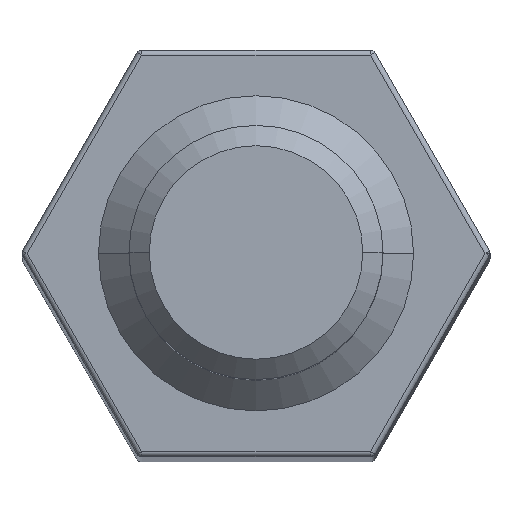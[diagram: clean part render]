
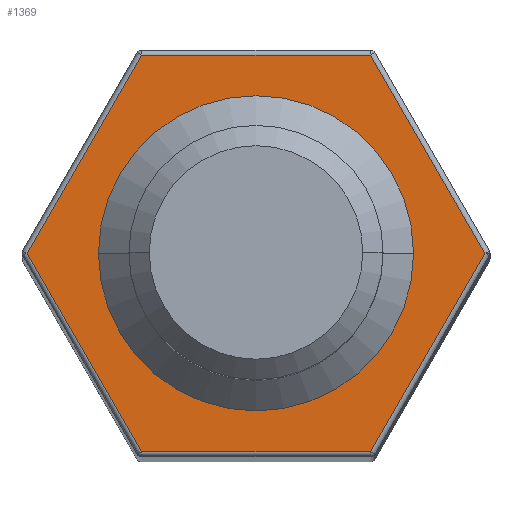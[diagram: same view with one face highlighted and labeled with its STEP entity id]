
A CAD part, top view. The second image highlights one B-rep face of the part: STEP entity #1369.
In plain terms, the highlighted planar face has unit normal (0, 0, 1).
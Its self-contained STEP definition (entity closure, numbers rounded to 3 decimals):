
#17 = DIRECTION ( 'NONE',  ( -1., 0., 0. ) ) ;
#41 = AXIS2_PLACEMENT_3D ( 'NONE', #1286, #701, #1379 ) ;
#55 = CARTESIAN_POINT ( 'NONE',  ( -4.619, 0., 0. ) ) ;
#57 = CARTESIAN_POINT ( 'NONE',  ( -4.619, 3.9, 0. ) ) ;
#87 = ORIENTED_EDGE ( 'NONE', *, *, #985, .T. ) ;
#95 = CARTESIAN_POINT ( 'NONE',  ( -4.532, -0.05, 0. ) ) ;
#112 = EDGE_LOOP ( 'NONE', ( #1119, #236 ) ) ;
#127 = CIRCLE ( 'NONE', #628, 3.1 ) ;
#156 = VERTEX_POINT ( 'NONE', #470 ) ;
#204 = VERTEX_POINT ( 'NONE', #252 ) ;
#206 = EDGE_CURVE ( 'NONE', #1056, #524, #1085, .T. ) ;
#214 = LINE ( 'NONE', #479, #1247 ) ;
#222 = VERTEX_POINT ( 'NONE', #233 ) ;
#224 = DIRECTION ( 'NONE',  ( 0.5, 0.866, 0. ) ) ;
#233 = CARTESIAN_POINT ( 'NONE',  ( 2.252, -3.9, 0. ) ) ;
#236 = ORIENTED_EDGE ( 'NONE', *, *, #788, .T. ) ;
#241 = DIRECTION ( 'NONE',  ( 0.5, -0.866, 0. ) ) ;
#252 = CARTESIAN_POINT ( 'NONE',  ( 3.1, 0., 0. ) ) ;
#264 = CARTESIAN_POINT ( 'NONE',  ( -4.532, 0.05, 0. ) ) ;
#310 = ORIENTED_EDGE ( 'NONE', *, *, #1011, .T. ) ;
#340 = EDGE_CURVE ( 'NONE', #486, #1238, #797, .T. ) ;
#343 = DIRECTION ( 'NONE',  ( -0.5, 0.866, 0. ) ) ;
#357 = DIRECTION ( 'NONE',  ( -0.5, -0.866, 0. ) ) ;
#360 = CARTESIAN_POINT ( 'NONE',  ( 0., 0., 0. ) ) ;
#369 = EDGE_CURVE ( 'NONE', #156, #204, #127, .T. ) ;
#456 = FACE_OUTER_BOUND ( 'NONE', #1252, .T. ) ;
#462 = PLANE ( 'NONE',  #682 ) ;
#470 = CARTESIAN_POINT ( 'NONE',  ( -3.1, 0., 0. ) ) ;
#479 = CARTESIAN_POINT ( 'NONE',  ( 2.223, 3.95, 0. ) ) ;
#481 = VECTOR ( 'NONE', #17, 1000. ) ;
#486 = VERTEX_POINT ( 'NONE', #957 ) ;
#497 = DIRECTION ( 'NONE',  ( -1., 0., 0. ) ) ;
#524 = VERTEX_POINT ( 'NONE', #869 ) ;
#587 = DIRECTION ( 'NONE',  ( -1., 0., 0. ) ) ;
#593 = CIRCLE ( 'NONE', #41, 3.1 ) ;
#628 = AXIS2_PLACEMENT_3D ( 'NONE', #360, #1131, #497 ) ;
#652 = ORIENTED_EDGE ( 'NONE', *, *, #902, .T. ) ;
#675 = ORIENTED_EDGE ( 'NONE', *, *, #340, .T. ) ;
#682 = AXIS2_PLACEMENT_3D ( 'NONE', #55, #1197, #587 ) ;
#701 = DIRECTION ( 'NONE',  ( 0., 0., -1. ) ) ;
#744 = CARTESIAN_POINT ( 'NONE',  ( -4.619, -3.9, 0. ) ) ;
#777 = LINE ( 'NONE', #744, #1258 ) ;
#788 = EDGE_CURVE ( 'NONE', #204, #156, #593, .T. ) ;
#797 = LINE ( 'NONE', #57, #481 ) ;
#813 = LINE ( 'NONE', #95, #1321 ) ;
#833 = VECTOR ( 'NONE', #241, 1000. ) ;
#838 = ORIENTED_EDGE ( 'NONE', *, *, #206, .T. ) ;
#869 = CARTESIAN_POINT ( 'NONE',  ( -2.252, -3.9, 0. ) ) ;
#902 = EDGE_CURVE ( 'NONE', #1420, #486, #214, .T. ) ;
#922 = EDGE_CURVE ( 'NONE', #222, #1420, #1024, .T. ) ;
#957 = CARTESIAN_POINT ( 'NONE',  ( 2.252, 3.9, 0. ) ) ;
#985 = EDGE_CURVE ( 'NONE', #1238, #1056, #813, .T. ) ;
#1011 = EDGE_CURVE ( 'NONE', #524, #222, #777, .T. ) ;
#1024 = LINE ( 'NONE', #1123, #1218 ) ;
#1056 = VERTEX_POINT ( 'NONE', #1416 ) ;
#1085 = LINE ( 'NONE', #264, #833 ) ;
#1108 = CARTESIAN_POINT ( 'NONE',  ( 4.503, 0., 0. ) ) ;
#1119 = ORIENTED_EDGE ( 'NONE', *, *, #369, .T. ) ;
#1123 = CARTESIAN_POINT ( 'NONE',  ( 2.223, -3.95, 0. ) ) ;
#1131 = DIRECTION ( 'NONE',  ( 0., 0., -1. ) ) ;
#1170 = CARTESIAN_POINT ( 'NONE',  ( -2.252, 3.9, 0. ) ) ;
#1176 = ORIENTED_EDGE ( 'NONE', *, *, #922, .T. ) ;
#1197 = DIRECTION ( 'NONE',  ( 0., 0., -1. ) ) ;
#1218 = VECTOR ( 'NONE', #224, 1000. ) ;
#1238 = VERTEX_POINT ( 'NONE', #1170 ) ;
#1247 = VECTOR ( 'NONE', #343, 1000. ) ;
#1252 = EDGE_LOOP ( 'NONE', ( #652, #675, #87, #838, #310, #1176 ) ) ;
#1258 = VECTOR ( 'NONE', #1413, 1000. ) ;
#1286 = CARTESIAN_POINT ( 'NONE',  ( 0., 0., 0. ) ) ;
#1288 = FACE_BOUND ( 'NONE', #112, .T. ) ;
#1321 = VECTOR ( 'NONE', #357, 1000. ) ;
#1369 = ADVANCED_FACE ( 'NONE', ( #456, #1288 ), #462, .F. ) ;
#1379 = DIRECTION ( 'NONE',  ( -1., 0., 0. ) ) ;
#1413 = DIRECTION ( 'NONE',  ( 1., 0., 0. ) ) ;
#1416 = CARTESIAN_POINT ( 'NONE',  ( -4.503, 0., 0. ) ) ;
#1420 = VERTEX_POINT ( 'NONE', #1108 ) ;
